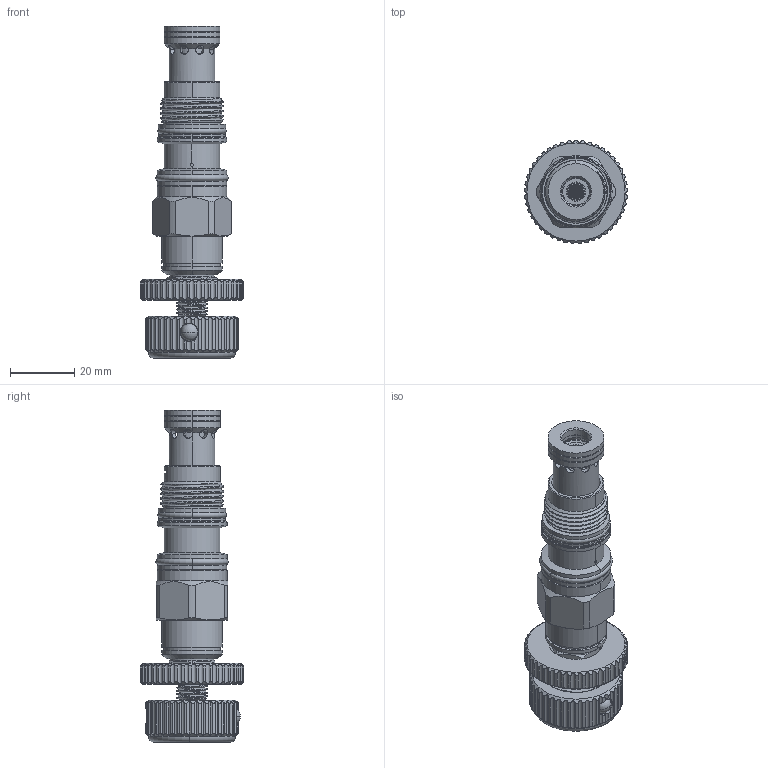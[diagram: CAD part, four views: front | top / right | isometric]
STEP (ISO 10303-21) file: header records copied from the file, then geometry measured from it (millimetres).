
FILE_DESCRIPTION (( 'STEP AP203' ), '1' );
FILE_NAME ('SP11A3G-K.STEP', '2020-03-27T02:23:20', ( '' ), ( '' ), 'SwSTEP 2.0', 'SolidWorks 2018', '' );
FILE_SCHEMA (( 'CONFIG_CONTROL_DESIGN' ));
Products named in the file (1): SP11A3G-K
Bounding box: 32.2 x 32.18 x 103.53 mm (x, y, z)
Volume: 34438.2 mm3; surface area: 16702.2 mm2
Topology: 10 solids, 10 shells, 1338 faces, 3797 edges, 2437 vertices
Faces by surface type: cylinder 854, plane 224, cone 116, torus 78, bspline 56, sphere 10
Entity records: 98960 total; most frequent: CARTESIAN_POINT 66579, ORIENTED_EDGE 7530, DIRECTION 5452, EDGE_CURVE 3765, VERTEX_POINT 2431, AXIS2_PLACEMENT_3D 2073, EDGE_LOOP 1750, B_SPLINE_CURVE_WITH_KNOTS 1492
